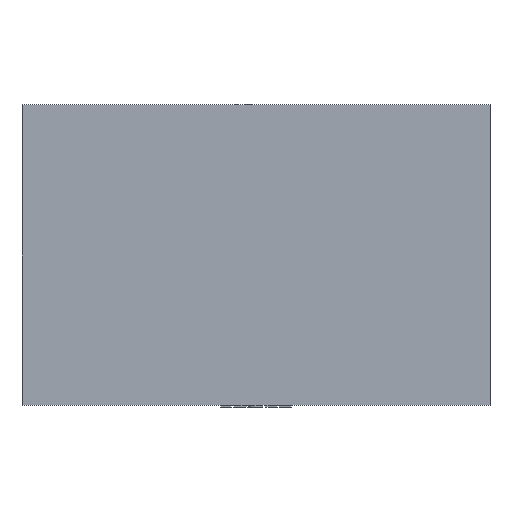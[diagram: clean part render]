
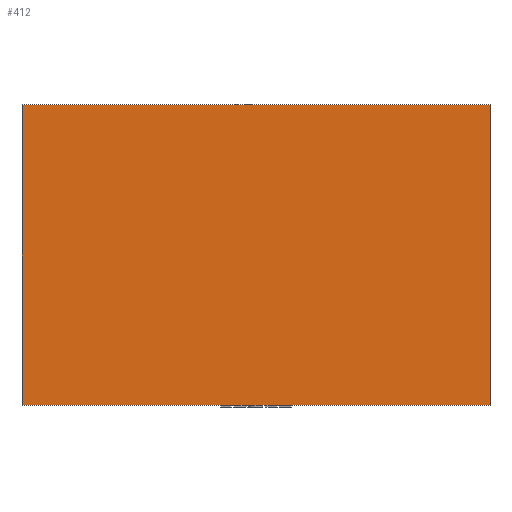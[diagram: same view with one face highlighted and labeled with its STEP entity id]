
A CAD part, top view. The second image highlights one B-rep face of the part: STEP entity #412.
In plain terms, the highlighted planar face has unit normal (0, 0, 1).
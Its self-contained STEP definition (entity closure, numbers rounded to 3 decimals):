
#412 = ADVANCED_FACE( '', ( #1197 ), #1198, .F. );
#1197 = FACE_OUTER_BOUND( '', #6816, .T. );
#1198 = PLANE( '', #6817 );
#6816 = EDGE_LOOP( '', ( #9398, #9399, #9400, #9401 ) );
#6817 = AXIS2_PLACEMENT_3D( '', #9402, #9403, #9404 );
#9398 = ORIENTED_EDGE( '', *, *, #9813, .T. );
#9399 = ORIENTED_EDGE( '', *, *, #9764, .F. );
#9400 = ORIENTED_EDGE( '', *, *, #10693, .F. );
#9401 = ORIENTED_EDGE( '', *, *, #10694, .T. );
#9402 = CARTESIAN_POINT( '', ( 381., -244.475, 53.975 ) );
#9403 = DIRECTION( '', ( 0., 0., -1. ) );
#9404 = DIRECTION( '', ( -1., 0., 0. ) );
#9764 = EDGE_CURVE( '', #10749, #10744, #10751, .T. );
#9813 = EDGE_CURVE( '', #10841, #10744, #10842, .T. );
#10693 = EDGE_CURVE( '', #12242, #10749, #12244, .T. );
#10694 = EDGE_CURVE( '', #12242, #10841, #12245, .T. );
#10744 = VERTEX_POINT( '', #12313 );
#10749 = VERTEX_POINT( '', #12320 );
#10751 = LINE( '', #12323, #12324 );
#10841 = VERTEX_POINT( '', #12717 );
#10842 = LINE( '', #12718, #12719 );
#12242 = VERTEX_POINT( '', #17787 );
#12244 = LINE( '', #17790, #17791 );
#12245 = LINE( '', #17792, #17793 );
#12313 = CARTESIAN_POINT( '', ( -381., 244.475, 53.975 ) );
#12320 = CARTESIAN_POINT( '', ( -381., -244.475, 53.975 ) );
#12323 = CARTESIAN_POINT( '', ( -381., -244.475, 53.975 ) );
#12324 = VECTOR( '', #17912, 1000. );
#12717 = CARTESIAN_POINT( '', ( 381., 244.475, 53.975 ) );
#12718 = CARTESIAN_POINT( '', ( 381., 244.475, 53.975 ) );
#12719 = VECTOR( '', #17926, 1000. );
#17787 = CARTESIAN_POINT( '', ( 381., -244.475, 53.975 ) );
#17790 = CARTESIAN_POINT( '', ( 381., -244.475, 53.975 ) );
#17791 = VECTOR( '', #18855, 1000. );
#17792 = CARTESIAN_POINT( '', ( 381., -244.475, 53.975 ) );
#17793 = VECTOR( '', #18856, 1000. );
#17912 = DIRECTION( '', ( 0., 1., 0. ) );
#17926 = DIRECTION( '', ( -1., 0., 0. ) );
#18855 = DIRECTION( '', ( -1., 0., 0. ) );
#18856 = DIRECTION( '', ( 0., 1., 0. ) );
